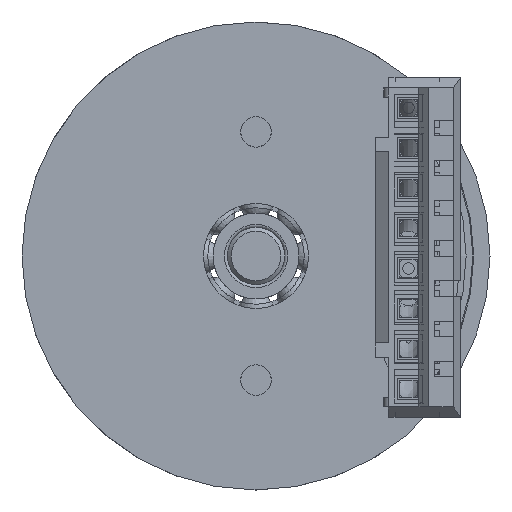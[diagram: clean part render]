
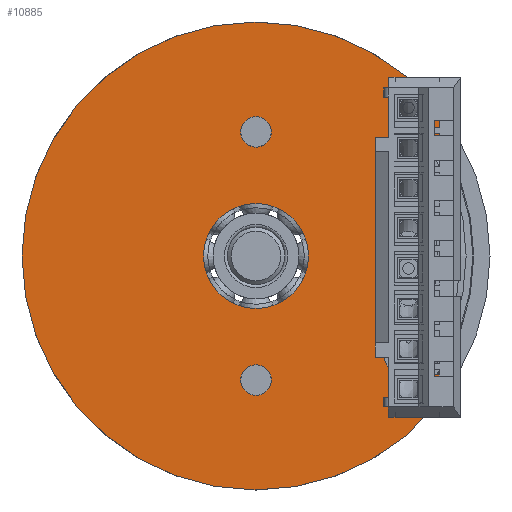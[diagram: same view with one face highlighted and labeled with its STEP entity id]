
A CAD part, front view. The second image highlights one B-rep face of the part: STEP entity #10885.
In plain terms, the highlighted planar face has unit normal (0, -1, 0).
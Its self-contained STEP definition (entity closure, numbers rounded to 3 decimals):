
#312 = LINE ( 'NONE', #18198, #3822 ) ;
#393 = VERTEX_POINT ( 'NONE', #10899 ) ;
#511 = VERTEX_POINT ( 'NONE', #18100 ) ;
#698 = PLANE ( 'NONE',  #3666 ) ;
#855 = EDGE_CURVE ( 'NONE', #18816, #8111, #17245, .T. ) ;
#1193 = ORIENTED_EDGE ( 'NONE', *, *, #19166, .F. ) ;
#1848 = CARTESIAN_POINT ( 'NONE',  ( 6.7, 0., -6.2 ) ) ;
#1958 = DIRECTION ( 'NONE',  ( 0., 0., -1. ) ) ;
#2378 = VERTEX_POINT ( 'NONE', #16832 ) ;
#3008 = CARTESIAN_POINT ( 'NONE',  ( 0., 0., 6.5 ) ) ;
#3352 = ORIENTED_EDGE ( 'NONE', *, *, #18217, .F. ) ;
#3416 = CARTESIAN_POINT ( 'NONE',  ( 2.75, 0., 0. ) ) ;
#3420 = CARTESIAN_POINT ( 'NONE',  ( 7.7, 0., 6.2 ) ) ;
#3577 = ORIENTED_EDGE ( 'NONE', *, *, #9633, .F. ) ;
#3666 = AXIS2_PLACEMENT_3D ( 'NONE', #3416, #18294, #11039 ) ;
#3822 = VECTOR ( 'NONE', #15460, 1000. ) ;
#4064 = EDGE_LOOP ( 'NONE', ( #14020 ) ) ;
#4214 = EDGE_CURVE ( 'NONE', #14795, #14795, #18530, .T. ) ;
#4216 = DIRECTION ( 'NONE',  ( 0., 0., -1. ) ) ;
#4397 = AXIS2_PLACEMENT_3D ( 'NONE', #9566, #9363, #1958 ) ;
#4627 = ORIENTED_EDGE ( 'NONE', *, *, #4214, .F. ) ;
#5197 = DIRECTION ( 'NONE',  ( 0., 1., 0. ) ) ;
#5291 = CARTESIAN_POINT ( 'NONE',  ( 7.7, 0., 5.2 ) ) ;
#5316 = CARTESIAN_POINT ( 'NONE',  ( 7.7, 0., -6.2 ) ) ;
#6056 = ORIENTED_EDGE ( 'NONE', *, *, #855, .T. ) ;
#6467 = CIRCLE ( 'NONE', #13027, 1. ) ;
#6782 = ORIENTED_EDGE ( 'NONE', *, *, #12557, .F. ) ;
#7419 = CARTESIAN_POINT ( 'NONE',  ( 0., 0., -2.75 ) ) ;
#7430 = CARTESIAN_POINT ( 'NONE',  ( 0., 0., -6.5 ) ) ;
#7503 = CIRCLE ( 'NONE', #4397, 2.75 ) ;
#7725 = CIRCLE ( 'NONE', #8055, 12.25 ) ;
#7787 = DIRECTION ( 'NONE',  ( 0., 0., -1. ) ) ;
#8055 = AXIS2_PLACEMENT_3D ( 'NONE', #16846, #18326, #10674 ) ;
#8106 = FACE_BOUND ( 'NONE', #14581, .T. ) ;
#8111 = VERTEX_POINT ( 'NONE', #3420 ) ;
#9363 = DIRECTION ( 'NONE',  ( 0., -1., 0. ) ) ;
#9491 = VERTEX_POINT ( 'NONE', #15962 ) ;
#9566 = CARTESIAN_POINT ( 'NONE',  ( 0., 0., 0. ) ) ;
#9633 = EDGE_CURVE ( 'NONE', #511, #511, #11420, .T. ) ;
#9660 = FACE_OUTER_BOUND ( 'NONE', #13007, .T. ) ;
#10263 = DIRECTION ( 'NONE',  ( 0., -1., 0. ) ) ;
#10674 = DIRECTION ( 'NONE',  ( 0., 0., -1. ) ) ;
#10742 = FACE_BOUND ( 'NONE', #4064, .T. ) ;
#10885 = ADVANCED_FACE ( 'NONE', ( #18390, #8106, #9660, #10742 ), #698, .T. ) ;
#10899 = CARTESIAN_POINT ( 'NONE',  ( 6.7, 0., -5.2 ) ) ;
#10917 = CARTESIAN_POINT ( 'NONE',  ( 6.7, 0., 5.2 ) ) ;
#11039 = DIRECTION ( 'NONE',  ( 0., 0., -1. ) ) ;
#11317 = EDGE_CURVE ( 'NONE', #13991, #393, #6467, .T. ) ;
#11420 = CIRCLE ( 'NONE', #14551, 0.8 ) ;
#12178 = EDGE_CURVE ( 'NONE', #2378, #9491, #7725, .T. ) ;
#12245 = ORIENTED_EDGE ( 'NONE', *, *, #12178, .T. ) ;
#12376 = DIRECTION ( 'NONE',  ( 0., 1., 0. ) ) ;
#12534 = DIRECTION ( 'NONE',  ( 1., 0., 0. ) ) ;
#12557 = EDGE_CURVE ( 'NONE', #18816, #393, #15241, .T. ) ;
#13007 = EDGE_LOOP ( 'NONE', ( #3352, #12245, #1193, #18736, #6782, #6056 ) ) ;
#13027 = AXIS2_PLACEMENT_3D ( 'NONE', #16792, #12376, #13655 ) ;
#13655 = DIRECTION ( 'NONE',  ( 0., 0., -1. ) ) ;
#13991 = VERTEX_POINT ( 'NONE', #5316 ) ;
#14020 = ORIENTED_EDGE ( 'NONE', *, *, #16841, .F. ) ;
#14310 = VECTOR ( 'NONE', #7787, 1000. ) ;
#14386 = DIRECTION ( 'NONE',  ( 0., 0., -1. ) ) ;
#14551 = AXIS2_PLACEMENT_3D ( 'NONE', #7430, #10263, #4216 ) ;
#14581 = EDGE_LOOP ( 'NONE', ( #4627 ) ) ;
#14795 = VERTEX_POINT ( 'NONE', #16256 ) ;
#15124 = EDGE_LOOP ( 'NONE', ( #3577 ) ) ;
#15241 = LINE ( 'NONE', #1848, #14310 ) ;
#15388 = CARTESIAN_POINT ( 'NONE',  ( 17.8, 0., -6.2 ) ) ;
#15460 = DIRECTION ( 'NONE',  ( -1., 0., 0. ) ) ;
#15962 = CARTESIAN_POINT ( 'NONE',  ( 10.565, 0., -6.2 ) ) ;
#16256 = CARTESIAN_POINT ( 'NONE',  ( 0., 0., 5.7 ) ) ;
#16352 = AXIS2_PLACEMENT_3D ( 'NONE', #3008, #17973, #19256 ) ;
#16792 = CARTESIAN_POINT ( 'NONE',  ( 7.7, 0., -5.2 ) ) ;
#16832 = CARTESIAN_POINT ( 'NONE',  ( 10.565, 0., 6.2 ) ) ;
#16841 = EDGE_CURVE ( 'NONE', #17709, #17709, #7503, .T. ) ;
#16846 = CARTESIAN_POINT ( 'NONE',  ( 0., 0., 0. ) ) ;
#17245 = CIRCLE ( 'NONE', #19121, 1. ) ;
#17709 = VERTEX_POINT ( 'NONE', #7419 ) ;
#17973 = DIRECTION ( 'NONE',  ( 0., -1., 0. ) ) ;
#18100 = CARTESIAN_POINT ( 'NONE',  ( 0., 0., -7.3 ) ) ;
#18198 = CARTESIAN_POINT ( 'NONE',  ( 17.8, 0., 6.2 ) ) ;
#18217 = EDGE_CURVE ( 'NONE', #2378, #8111, #312, .T. ) ;
#18294 = DIRECTION ( 'NONE',  ( 0., -1., 0. ) ) ;
#18326 = DIRECTION ( 'NONE',  ( 0., -1., 0. ) ) ;
#18390 = FACE_BOUND ( 'NONE', #15124, .T. ) ;
#18421 = LINE ( 'NONE', #15388, #19149 ) ;
#18530 = CIRCLE ( 'NONE', #16352, 0.8 ) ;
#18736 = ORIENTED_EDGE ( 'NONE', *, *, #11317, .T. ) ;
#18816 = VERTEX_POINT ( 'NONE', #10917 ) ;
#19121 = AXIS2_PLACEMENT_3D ( 'NONE', #5291, #5197, #14386 ) ;
#19149 = VECTOR ( 'NONE', #12534, 1000. ) ;
#19166 = EDGE_CURVE ( 'NONE', #13991, #9491, #18421, .T. ) ;
#19256 = DIRECTION ( 'NONE',  ( 0., 0., -1. ) ) ;
